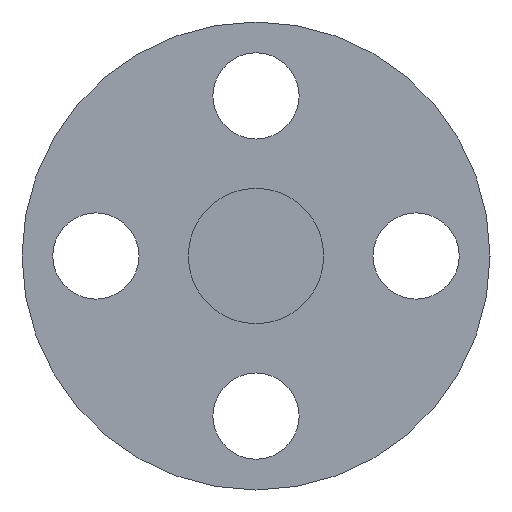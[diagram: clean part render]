
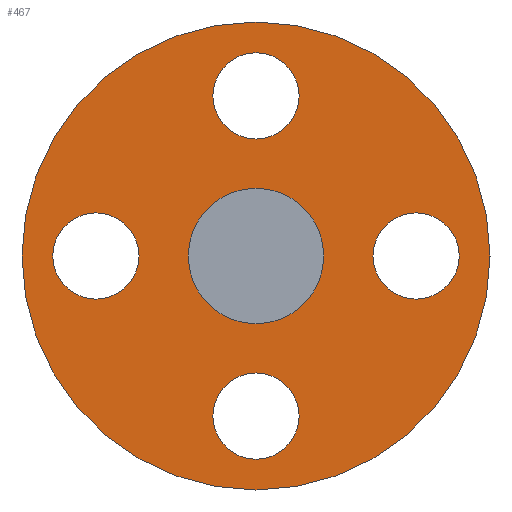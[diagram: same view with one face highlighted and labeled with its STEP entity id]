
A CAD part, left-side view. The second image highlights one B-rep face of the part: STEP entity #467.
In plain terms, the highlighted planar face has unit normal (-1, 0, 0).
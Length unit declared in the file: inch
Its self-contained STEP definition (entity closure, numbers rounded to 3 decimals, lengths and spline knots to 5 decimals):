
#2 = CIRCLE ( 'NONE', #260, 0.6875 ) ;
#4 = DIRECTION ( 'NONE',  ( 0., 0., 1. ) ) ;
#5 = CARTESIAN_POINT ( 'NONE',  ( 0.25, 1.625, -0.4375 ) ) ;
#6 = EDGE_LOOP ( 'NONE', ( #254, #171 ) ) ;
#8 = EDGE_CURVE ( 'NONE', #208, #347, #102, .T. ) ;
#11 = DIRECTION ( 'NONE',  ( 0., 0., 1. ) ) ;
#17 = AXIS2_PLACEMENT_3D ( 'NONE', #313, #440, #11 ) ;
#19 = VERTEX_POINT ( 'NONE', #178 ) ;
#38 = CIRCLE ( 'NONE', #160, 0.4375 ) ;
#42 = DIRECTION ( 'NONE',  ( -1., 0., 0. ) ) ;
#46 = CARTESIAN_POINT ( 'NONE',  ( 0.25, -2.0625, 0. ) ) ;
#49 = AXIS2_PLACEMENT_3D ( 'NONE', #172, #89, #386 ) ;
#51 = DIRECTION ( 'NONE',  ( -1., 0., 0. ) ) ;
#57 = ORIENTED_EDGE ( 'NONE', *, *, #173, .F. ) ;
#60 = DIRECTION ( 'NONE',  ( 0., 0., 1. ) ) ;
#63 = PLANE ( 'NONE',  #318 ) ;
#67 = EDGE_LOOP ( 'NONE', ( #242, #454 ) ) ;
#78 = EDGE_CURVE ( 'NONE', #245, #430, #529, .T. ) ;
#89 = DIRECTION ( 'NONE',  ( -1., 0., 0. ) ) ;
#91 = EDGE_CURVE ( 'NONE', #302, #111, #2, .T. ) ;
#92 = DIRECTION ( 'NONE',  ( 0., 0., 1. ) ) ;
#93 = DIRECTION ( 'NONE',  ( -1., 0., 0. ) ) ;
#98 = DIRECTION ( 'NONE',  ( 0., 0., 1. ) ) ;
#100 = FACE_BOUND ( 'NONE', #67, .T. ) ;
#102 = CIRCLE ( 'NONE', #492, 0.4375 ) ;
#110 = DIRECTION ( 'NONE',  ( -1., 0., 0. ) ) ;
#111 = VERTEX_POINT ( 'NONE', #188 ) ;
#113 = CIRCLE ( 'NONE', #504, 0.4375 ) ;
#128 = CARTESIAN_POINT ( 'NONE',  ( 0.25, 0., 0. ) ) ;
#132 = DIRECTION ( 'NONE',  ( 0., -1., 0. ) ) ;
#134 = CIRCLE ( 'NONE', #493, 0.6875 ) ;
#135 = CARTESIAN_POINT ( 'NONE',  ( 0.25, 0., 2.375 ) ) ;
#136 = CARTESIAN_POINT ( 'NONE',  ( 0.25, 0., 0. ) ) ;
#141 = CIRCLE ( 'NONE', #49, 0.4375 ) ;
#143 = CARTESIAN_POINT ( 'NONE',  ( 0.25, 0., 0. ) ) ;
#144 = DIRECTION ( 'NONE',  ( -1., 0., 0. ) ) ;
#145 = FACE_OUTER_BOUND ( 'NONE', #6, .T. ) ;
#160 = AXIS2_PLACEMENT_3D ( 'NONE', #506, #42, #132 ) ;
#165 = EDGE_LOOP ( 'NONE', ( #522, #426 ) ) ;
#171 = ORIENTED_EDGE ( 'NONE', *, *, #292, .T. ) ;
#172 = CARTESIAN_POINT ( 'NONE',  ( 0.25, 0., 1.625 ) ) ;
#173 = EDGE_CURVE ( 'NONE', #447, #399, #520, .T. ) ;
#174 = DIRECTION ( 'NONE',  ( -1., 0., 0. ) ) ;
#178 = CARTESIAN_POINT ( 'NONE',  ( 0.25, 0., 2.0625 ) ) ;
#181 = DIRECTION ( 'NONE',  ( 0., 0., 1. ) ) ;
#187 = FACE_BOUND ( 'NONE', #165, .T. ) ;
#188 = CARTESIAN_POINT ( 'NONE',  ( 0.25, 0., -0.6875 ) ) ;
#191 = DIRECTION ( 'NONE',  ( 0., 0., 1. ) ) ;
#195 = ORIENTED_EDGE ( 'NONE', *, *, #373, .F. ) ;
#197 = AXIS2_PLACEMENT_3D ( 'NONE', #264, #174, #339 ) ;
#199 = CARTESIAN_POINT ( 'NONE',  ( 0.25, -1.1875, 0. ) ) ;
#208 = VERTEX_POINT ( 'NONE', #244 ) ;
#213 = DIRECTION ( 'NONE',  ( -1., 0., 0. ) ) ;
#214 = CIRCLE ( 'NONE', #296, 2.375 ) ;
#217 = CARTESIAN_POINT ( 'NONE',  ( 0.25, 0., -2.375 ) ) ;
#222 = CARTESIAN_POINT ( 'NONE',  ( 0.25, -1.625, 0. ) ) ;
#229 = FACE_BOUND ( 'NONE', #387, .T. ) ;
#231 = AXIS2_PLACEMENT_3D ( 'NONE', #222, #271, #390 ) ;
#234 = FACE_BOUND ( 'NONE', #376, .T. ) ;
#238 = ORIENTED_EDGE ( 'NONE', *, *, #263, .F. ) ;
#242 = ORIENTED_EDGE ( 'NONE', *, *, #471, .F. ) ;
#244 = CARTESIAN_POINT ( 'NONE',  ( 0.25, 0., -2.0625 ) ) ;
#245 = VERTEX_POINT ( 'NONE', #199 ) ;
#250 = AXIS2_PLACEMENT_3D ( 'NONE', #528, #280, #191 ) ;
#254 = ORIENTED_EDGE ( 'NONE', *, *, #460, .T. ) ;
#255 = CARTESIAN_POINT ( 'NONE',  ( 0.25, -1.625, 0. ) ) ;
#259 = DIRECTION ( 'NONE',  ( 0., 1., 0. ) ) ;
#260 = AXIS2_PLACEMENT_3D ( 'NONE', #136, #93, #4 ) ;
#263 = EDGE_CURVE ( 'NONE', #111, #302, #134, .T. ) ;
#264 = CARTESIAN_POINT ( 'NONE',  ( 0.25, 0., 1.625 ) ) ;
#271 = DIRECTION ( 'NONE',  ( -1., 0., 0. ) ) ;
#280 = DIRECTION ( 'NONE',  ( -1., 0., 0. ) ) ;
#292 = EDGE_CURVE ( 'NONE', #354, #369, #214, .T. ) ;
#296 = AXIS2_PLACEMENT_3D ( 'NONE', #348, #425, #181 ) ;
#300 = ORIENTED_EDGE ( 'NONE', *, *, #315, .F. ) ;
#302 = VERTEX_POINT ( 'NONE', #551 ) ;
#306 = CARTESIAN_POINT ( 'NONE',  ( 0.25, 1.625, 0.4375 ) ) ;
#308 = FACE_BOUND ( 'NONE', #554, .T. ) ;
#313 = CARTESIAN_POINT ( 'NONE',  ( 0.25, 0., -1.625 ) ) ;
#315 = EDGE_CURVE ( 'NONE', #399, #447, #38, .T. ) ;
#318 = AXIS2_PLACEMENT_3D ( 'NONE', #143, #51, #60 ) ;
#336 = CIRCLE ( 'NONE', #17, 0.4375 ) ;
#339 = DIRECTION ( 'NONE',  ( 0., 0., -1. ) ) ;
#347 = VERTEX_POINT ( 'NONE', #463 ) ;
#348 = CARTESIAN_POINT ( 'NONE',  ( 0.25, 0., 0. ) ) ;
#354 = VERTEX_POINT ( 'NONE', #217 ) ;
#357 = ORIENTED_EDGE ( 'NONE', *, *, #91, .F. ) ;
#369 = VERTEX_POINT ( 'NONE', #135 ) ;
#373 = EDGE_CURVE ( 'NONE', #19, #421, #141, .T. ) ;
#376 = EDGE_LOOP ( 'NONE', ( #195, #413 ) ) ;
#379 = EDGE_CURVE ( 'NONE', #430, #245, #113, .T. ) ;
#386 = DIRECTION ( 'NONE',  ( 0., 0., -1. ) ) ;
#387 = EDGE_LOOP ( 'NONE', ( #357, #238 ) ) ;
#390 = DIRECTION ( 'NONE',  ( 0., 1., 0. ) ) ;
#399 = VERTEX_POINT ( 'NONE', #306 ) ;
#401 = EDGE_CURVE ( 'NONE', #421, #19, #417, .T. ) ;
#412 = DIRECTION ( 'NONE',  ( 0., -1., 0. ) ) ;
#413 = ORIENTED_EDGE ( 'NONE', *, *, #401, .F. ) ;
#417 = CIRCLE ( 'NONE', #197, 0.4375 ) ;
#421 = VERTEX_POINT ( 'NONE', #465 ) ;
#425 = DIRECTION ( 'NONE',  ( -1., 0., 0. ) ) ;
#426 = ORIENTED_EDGE ( 'NONE', *, *, #78, .F. ) ;
#430 = VERTEX_POINT ( 'NONE', #46 ) ;
#440 = DIRECTION ( 'NONE',  ( -1., 0., 0. ) ) ;
#447 = VERTEX_POINT ( 'NONE', #5 ) ;
#449 = CARTESIAN_POINT ( 'NONE',  ( 0.25, 1.625, 0. ) ) ;
#454 = ORIENTED_EDGE ( 'NONE', *, *, #8, .F. ) ;
#460 = EDGE_CURVE ( 'NONE', #369, #354, #468, .T. ) ;
#463 = CARTESIAN_POINT ( 'NONE',  ( 0.25, 0., -1.1875 ) ) ;
#465 = CARTESIAN_POINT ( 'NONE',  ( 0.25, 0., 1.1875 ) ) ;
#467 = ADVANCED_FACE ( 'NONE', ( #308, #234, #187, #100, #145, #229 ), #63, .T. ) ;
#468 = CIRCLE ( 'NONE', #250, 2.375 ) ;
#469 = DIRECTION ( 'NONE',  ( -1., 0., 0. ) ) ;
#471 = EDGE_CURVE ( 'NONE', #347, #208, #336, .T. ) ;
#492 = AXIS2_PLACEMENT_3D ( 'NONE', #503, #144, #98 ) ;
#493 = AXIS2_PLACEMENT_3D ( 'NONE', #128, #469, #92 ) ;
#503 = CARTESIAN_POINT ( 'NONE',  ( 0.25, 0., -1.625 ) ) ;
#504 = AXIS2_PLACEMENT_3D ( 'NONE', #255, #213, #259 ) ;
#505 = AXIS2_PLACEMENT_3D ( 'NONE', #449, #110, #412 ) ;
#506 = CARTESIAN_POINT ( 'NONE',  ( 0.25, 1.625, 0. ) ) ;
#520 = CIRCLE ( 'NONE', #505, 0.4375 ) ;
#522 = ORIENTED_EDGE ( 'NONE', *, *, #379, .F. ) ;
#528 = CARTESIAN_POINT ( 'NONE',  ( 0.25, 0., 0. ) ) ;
#529 = CIRCLE ( 'NONE', #231, 0.4375 ) ;
#551 = CARTESIAN_POINT ( 'NONE',  ( 0.25, 0., 0.6875 ) ) ;
#554 = EDGE_LOOP ( 'NONE', ( #300, #57 ) ) ;
